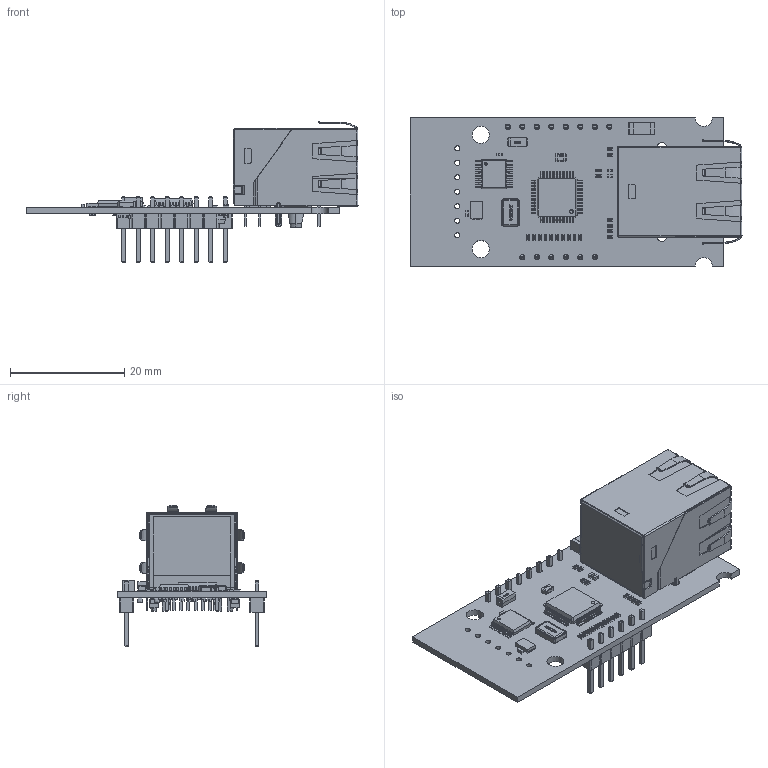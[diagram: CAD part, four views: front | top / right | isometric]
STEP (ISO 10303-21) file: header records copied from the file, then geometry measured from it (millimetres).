
FILE_DESCRIPTION(('Open CASCADE Model'),'2;1');
FILE_NAME('Open CASCADE Shape Model','2025-05-23T15:19:21',('Author'),( 'Open CASCADE'),'Open CASCADE STEP processor 6.8','Open CASCADE 6.8' ,'Unknown');
FILE_SCHEMA(('AUTOMOTIVE_DESIGN { 1 0 10303 214 1 1 1 1 }'));
Length unit declared in the file: millimetre
Products named in the file (88): PCB; Board; Open CASCADE STEP translator 6.8 4.1.1; Open CASCADE STEP translator 6.8 4.1.1.1; R23; RES_C1005X04N; C1; User_Library-Tantalum_Capacitor_Case_A; User_Library-Tantalum_Capacitor_Case_A_Tantalum_case_A_part1; User_Library-Tantalum_Capacitor_Case_A_Tantalum_case_A_part2; C2; CAPC1005X06; C3; C4; C5; C6; C7; C8; C9; C10; C11; C12; C13; C14; C15; C16; 0805_SMD_Capacitor; C17; C18; C20; C21; C22; User_Library-Chip_Cap_MLCC_1808_(4520)_K; J1; PH03-8; L1; User_Library-CerCaps0603; L2; P1; 45855 ...
Assembly tree (135 placements, depth 4):
  PCB
    Board
      Open CASCADE STEP translator 6.8 4.1.1
        Open CASCADE STEP translator 6.8 4.1.1.1
    R23
      RES_C1005X04N
    C1
      User_Library-Tantalum_Capacitor_Case_A
        User_Library-Tantalum_Capacitor_Case_A_Tantalum_case_A_part1
        User_Library-Tantalum_Capacitor_Case_A_Tantalum_case_A_part2  x2
    C2
      CAPC1005X06
    C3
      User_Library-Tantalum_Capacitor_Case_A
        User_Library-Tantalum_Capacitor_Case_A_Tantalum_case_A_part1
        User_Library-Tantalum_Capacitor_Case_A_Tantalum_case_A_part2  x2
    C4
      CAPC1005X06
    C5
      CAPC1005X06
    C6
      CAPC1005X06
    C7
      CAPC1005X06
    C8
      CAPC1005X06
    C9
      CAPC1005X06
    C10
      User_Library-Tantalum_Capacitor_Case_A
        User_Library-Tantalum_Capacitor_Case_A_Tantalum_case_A_part1
        User_Library-Tantalum_Capacitor_Case_A_Tantalum_case_A_part2  x2
    C11
      CAPC1005X06
    C12
      CAPC1005X06
    C13
      CAPC1005X06
    C14
      CAPC1005X06
    C15
      CAPC1005X06
    C16
      0805_SMD_Capacitor
    C17
      CAPC1005X06
    C18
      CAPC1005X06
    C20
      CAPC1005X06
    C21
      CAPC1005X06
    C22
      User_Library-Chip_Cap_MLCC_1808_(4520)_K
    J1
      PH03-8
    L1
      User_Library-CerCaps0603
    L2
      User_Library-CerCaps0603
Bounding box: 58.2 x 26 x 24.76 mm (x, y, z)
Volume: 3985.8 mm3; surface area: 11055 mm2
Topology: 88 solids, 88 shells, 6402 faces, 18637 edges, 12294 vertices
Faces by surface type: plane 3365, cylinder 2089, bspline 874, sphere 54, cone 16, torus 4
Full cylindrical faces by diameter (mm): 0.9 x13, 0.914 x16, 1.02 x4, 1.6 x2, 3 x2, 3.25 x2
Entity records: 109116 total; most frequent: CARTESIAN_POINT 25530, ORIENTED_EDGE 14998, DIRECTION 13516, EDGE_CURVE 7499, LINE 5318, VECTOR 5318, VERTEX_POINT 4853, AXIS2_PLACEMENT_3D 4099
